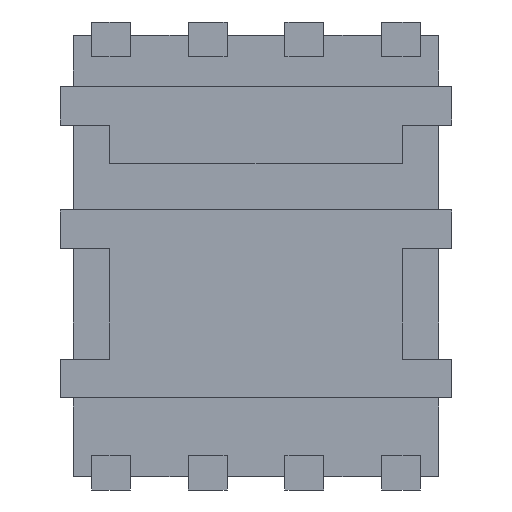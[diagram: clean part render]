
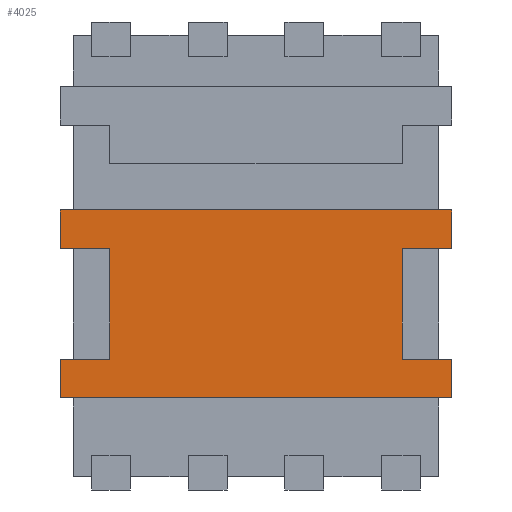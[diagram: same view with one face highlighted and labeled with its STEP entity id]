
A CAD part, front view. The second image highlights one B-rep face of the part: STEP entity #4025.
In plain terms, the highlighted planar face has unit normal (0, -1, 0).
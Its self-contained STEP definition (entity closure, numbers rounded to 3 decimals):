
#59 = EDGE_CURVE ( 'NONE', #5987, #1774, #6575, .T. ) ;
#69 = EDGE_CURVE ( 'NONE', #2028, #4663, #804, .T. ) ;
#102 = DIRECTION ( 'NONE',  ( 0., 0., 1. ) ) ;
#108 = CARTESIAN_POINT ( 'NONE',  ( -2.575, -0.25, 0.605 ) ) ;
#195 = ORIENTED_EDGE ( 'NONE', *, *, #7848, .T. ) ;
#375 = VECTOR ( 'NONE', #6845, 1000. ) ;
#406 = CARTESIAN_POINT ( 'NONE',  ( -2.575, -0.25, -1.865 ) ) ;
#438 = DIRECTION ( 'NONE',  ( 0., 0., -1. ) ) ;
#527 = LINE ( 'NONE', #3379, #1476 ) ;
#576 = DIRECTION ( 'NONE',  ( 0., 0., -1. ) ) ;
#588 = DIRECTION ( 'NONE',  ( 1., 0., 0. ) ) ;
#661 = VECTOR ( 'NONE', #2963, 1000. ) ;
#804 = LINE ( 'NONE', #7318, #5543 ) ;
#979 = CARTESIAN_POINT ( 'NONE',  ( 2.575, -0.25, -1.865 ) ) ;
#983 = VERTEX_POINT ( 'NONE', #4836 ) ;
#1130 = LINE ( 'NONE', #6032, #375 ) ;
#1226 = EDGE_CURVE ( 'NONE', #8418, #7648, #5582, .T. ) ;
#1476 = VECTOR ( 'NONE', #576, 1000. ) ;
#1611 = ORIENTED_EDGE ( 'NONE', *, *, #59, .T. ) ;
#1774 = VERTEX_POINT ( 'NONE', #4603 ) ;
#1800 = ORIENTED_EDGE ( 'NONE', *, *, #8989, .T. ) ;
#1963 = VECTOR ( 'NONE', #4410, 1000. ) ;
#2028 = VERTEX_POINT ( 'NONE', #4380 ) ;
#2164 = VECTOR ( 'NONE', #5219, 1000. ) ;
#2364 = CARTESIAN_POINT ( 'NONE',  ( -1.925, -0.25, -1.355 ) ) ;
#2370 = CARTESIAN_POINT ( 'NONE',  ( -1.925, -0.25, -1.355 ) ) ;
#2534 = CARTESIAN_POINT ( 'NONE',  ( 1.925, -0.25, -1.355 ) ) ;
#2622 = CARTESIAN_POINT ( 'NONE',  ( -2.575, -0.25, 0.605 ) ) ;
#2641 = CARTESIAN_POINT ( 'NONE',  ( -2.575, -0.25, 0.605 ) ) ;
#2692 = ORIENTED_EDGE ( 'NONE', *, *, #3621, .T. ) ;
#2716 = DIRECTION ( 'NONE',  ( 0., 0., -1. ) ) ;
#2783 = LINE ( 'NONE', #6906, #8021 ) ;
#2921 = VERTEX_POINT ( 'NONE', #3433 ) ;
#2950 = CARTESIAN_POINT ( 'NONE',  ( -1.925, -0.25, 0.095 ) ) ;
#2963 = DIRECTION ( 'NONE',  ( 0., 0., -1. ) ) ;
#3154 = CARTESIAN_POINT ( 'NONE',  ( 1.925, -0.25, 0.095 ) ) ;
#3204 = ORIENTED_EDGE ( 'NONE', *, *, #5091, .T. ) ;
#3379 = CARTESIAN_POINT ( 'NONE',  ( -2.575, -0.25, -1.865 ) ) ;
#3433 = CARTESIAN_POINT ( 'NONE',  ( -2.575, -0.25, 0.095 ) ) ;
#3440 = LINE ( 'NONE', #4136, #6999 ) ;
#3621 = EDGE_CURVE ( 'NONE', #7648, #5068, #8776, .T. ) ;
#3888 = EDGE_CURVE ( 'NONE', #7325, #2921, #8625, .T. ) ;
#4025 = ADVANCED_FACE ( 'NONE', ( #4075 ), #6932, .T. ) ;
#4075 = FACE_OUTER_BOUND ( 'NONE', #4712, .T. ) ;
#4136 = CARTESIAN_POINT ( 'NONE',  ( 1.925, -0.25, -1.355 ) ) ;
#4323 = VECTOR ( 'NONE', #5006, 1000. ) ;
#4354 = VECTOR ( 'NONE', #438, 1000. ) ;
#4380 = CARTESIAN_POINT ( 'NONE',  ( 2.575, -0.25, 0.095 ) ) ;
#4410 = DIRECTION ( 'NONE',  ( 0., 0., 1. ) ) ;
#4428 = EDGE_CURVE ( 'NONE', #1774, #2028, #5452, .T. ) ;
#4539 = CARTESIAN_POINT ( 'NONE',  ( -1.925, -0.25, 0.095 ) ) ;
#4603 = CARTESIAN_POINT ( 'NONE',  ( 1.925, -0.25, 0.095 ) ) ;
#4663 = VERTEX_POINT ( 'NONE', #4972 ) ;
#4675 = ORIENTED_EDGE ( 'NONE', *, *, #4428, .T. ) ;
#4712 = EDGE_LOOP ( 'NONE', ( #5599, #5909, #6110, #8654, #2692, #7820, #3204, #1800, #195, #1611, #4675, #8870 ) ) ;
#4716 = DIRECTION ( 'NONE',  ( 0., -1., 0. ) ) ;
#4813 = EDGE_CURVE ( 'NONE', #4663, #7325, #1130, .T. ) ;
#4836 = CARTESIAN_POINT ( 'NONE',  ( 2.575, -0.25, -1.355 ) ) ;
#4972 = CARTESIAN_POINT ( 'NONE',  ( 2.575, -0.25, 0.605 ) ) ;
#5006 = DIRECTION ( 'NONE',  ( 0., 0., 1. ) ) ;
#5068 = VERTEX_POINT ( 'NONE', #6101 ) ;
#5091 = EDGE_CURVE ( 'NONE', #6488, #6815, #2783, .T. ) ;
#5197 = CARTESIAN_POINT ( 'NONE',  ( 1.925, -0.25, 0.095 ) ) ;
#5219 = DIRECTION ( 'NONE',  ( -1., 0., 0. ) ) ;
#5391 = EDGE_CURVE ( 'NONE', #2921, #8418, #8704, .T. ) ;
#5452 = LINE ( 'NONE', #3154, #8892 ) ;
#5543 = VECTOR ( 'NONE', #102, 1000. ) ;
#5582 = LINE ( 'NONE', #7552, #4354 ) ;
#5599 = ORIENTED_EDGE ( 'NONE', *, *, #4813, .T. ) ;
#5909 = ORIENTED_EDGE ( 'NONE', *, *, #3888, .T. ) ;
#5987 = VERTEX_POINT ( 'NONE', #2534 ) ;
#6032 = CARTESIAN_POINT ( 'NONE',  ( -1.925, -0.25, 0.605 ) ) ;
#6101 = CARTESIAN_POINT ( 'NONE',  ( -2.575, -0.25, -1.355 ) ) ;
#6110 = ORIENTED_EDGE ( 'NONE', *, *, #5391, .T. ) ;
#6488 = VERTEX_POINT ( 'NONE', #406 ) ;
#6575 = LINE ( 'NONE', #5197, #1963 ) ;
#6815 = VERTEX_POINT ( 'NONE', #979 ) ;
#6845 = DIRECTION ( 'NONE',  ( -1., 0., 0. ) ) ;
#6906 = CARTESIAN_POINT ( 'NONE',  ( -1.925, -0.25, -1.865 ) ) ;
#6932 = PLANE ( 'NONE',  #8430 ) ;
#6999 = VECTOR ( 'NONE', #7140, 1000. ) ;
#7140 = DIRECTION ( 'NONE',  ( -1., 0., 0. ) ) ;
#7263 = DIRECTION ( 'NONE',  ( 1., 0., 0. ) ) ;
#7318 = CARTESIAN_POINT ( 'NONE',  ( 2.575, -0.25, 0.605 ) ) ;
#7325 = VERTEX_POINT ( 'NONE', #2641 ) ;
#7552 = CARTESIAN_POINT ( 'NONE',  ( -1.925, -0.25, 0.095 ) ) ;
#7648 = VERTEX_POINT ( 'NONE', #2370 ) ;
#7820 = ORIENTED_EDGE ( 'NONE', *, *, #8255, .T. ) ;
#7848 = EDGE_CURVE ( 'NONE', #983, #5987, #3440, .T. ) ;
#8021 = VECTOR ( 'NONE', #588, 1000. ) ;
#8158 = DIRECTION ( 'NONE',  ( 1., 0., 0. ) ) ;
#8255 = EDGE_CURVE ( 'NONE', #5068, #6488, #527, .T. ) ;
#8418 = VERTEX_POINT ( 'NONE', #4539 ) ;
#8430 = AXIS2_PLACEMENT_3D ( 'NONE', #2622, #4716, #2716 ) ;
#8487 = VECTOR ( 'NONE', #7263, 1000. ) ;
#8523 = LINE ( 'NONE', #9229, #4323 ) ;
#8625 = LINE ( 'NONE', #108, #661 ) ;
#8654 = ORIENTED_EDGE ( 'NONE', *, *, #1226, .T. ) ;
#8704 = LINE ( 'NONE', #2950, #8487 ) ;
#8776 = LINE ( 'NONE', #2364, #2164 ) ;
#8870 = ORIENTED_EDGE ( 'NONE', *, *, #69, .T. ) ;
#8892 = VECTOR ( 'NONE', #8158, 1000. ) ;
#8989 = EDGE_CURVE ( 'NONE', #6815, #983, #8523, .T. ) ;
#9229 = CARTESIAN_POINT ( 'NONE',  ( 2.575, -0.25, -1.865 ) ) ;
